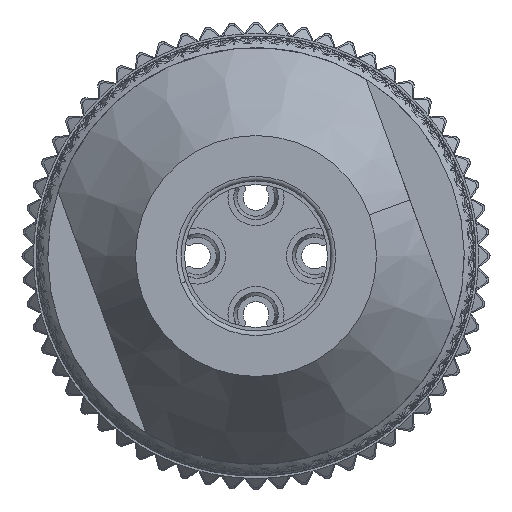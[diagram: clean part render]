
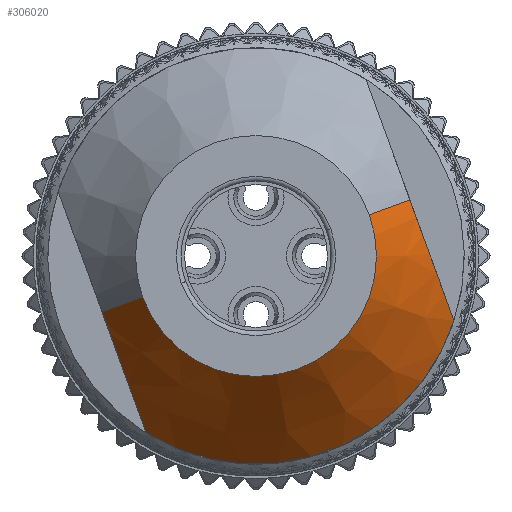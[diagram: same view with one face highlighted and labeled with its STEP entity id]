
A CAD part, front view. The second image highlights one B-rep face of the part: STEP entity #306020.
In plain terms, the highlighted conical face has half-angle 36.87 degrees and reference radius 7.025 mm.
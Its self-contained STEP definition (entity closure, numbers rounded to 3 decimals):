
#90314=CARTESIAN_POINT('',(6.578,-47.583,
2.394));
#90315=CARTESIAN_POINT('',(6.632,-47.583,
2.245));
#90316=CARTESIAN_POINT('',(6.741,-47.569,
1.946));
#90317=CARTESIAN_POINT('',(6.905,-47.504,
1.495));
#90318=CARTESIAN_POINT('',(7.071,-47.394,
1.039));
#90319=CARTESIAN_POINT('',(7.241,-47.239,
0.573));
#90320=CARTESIAN_POINT('',(7.415,-47.037,
0.094));
#90321=CARTESIAN_POINT('',(7.596,-46.782,
-0.403));
#90322=CARTESIAN_POINT('',(7.787,-46.469,
-0.927));
#90323=CARTESIAN_POINT('',(7.99,-46.088,
-1.486));
#90324=CARTESIAN_POINT('',(8.21,-45.629,
-2.091));
#90325=CARTESIAN_POINT('',(8.373,-45.254,
-2.538));
#90326=CARTESIAN_POINT('',(8.458,-45.05,-2.771));
#90328=CARTESIAN_POINT('',(0.,-45.05,0.));
#90329=DIRECTION('',(0.,1.,0.));
#90330=DIRECTION('',(0.95,0.,-0.311));
#90331=AXIS2_PLACEMENT_3D('',#90328,#90329,#90330);
#90333=CARTESIAN_POINT('',(-4.698,-45.05,-7.559));
#90334=CARTESIAN_POINT('',(-4.784,-45.257,
-7.323));
#90335=CARTESIAN_POINT('',(-4.949,-45.635,
-6.871));
#90336=CARTESIAN_POINT('',(-5.17,-46.097,
-6.262));
#90337=CARTESIAN_POINT('',(-5.375,-46.478,
-5.7));
#90338=CARTESIAN_POINT('',(-5.565,-46.79,
-5.176));
#90339=CARTESIAN_POINT('',(-5.746,-47.044,
-4.679));
#90340=CARTESIAN_POINT('',(-5.92,-47.244,
-4.202));
#90341=CARTESIAN_POINT('',(-6.088,-47.397,
-3.739));
#90342=CARTESIAN_POINT('',(-6.253,-47.505,
-3.286));
#90343=CARTESIAN_POINT('',(-6.416,-47.569,
-2.839));
#90344=CARTESIAN_POINT('',(-6.524,-47.583,
-2.542));
#90345=CARTESIAN_POINT('',(-6.578,-47.583,
-2.394));
#90347=DIRECTION('',(0.564,0.8,0.205));
#90348=VECTOR('',#90347,3.083);
#90349=CARTESIAN_POINT('',(4.839,-50.05,1.761));
#90350=LINE('',#90349,#90348);
#90369=DIRECTION('',(-0.564,0.8,-0.205));
#90370=VECTOR('',#90369,3.083);
#90371=CARTESIAN_POINT('',(-4.839,-50.05,-1.761));
#90372=LINE('',#90371,#90370);
#90392=CARTESIAN_POINT('',(0.,-50.05,0.));
#90393=DIRECTION('',(0.,1.,0.));
#90394=DIRECTION('',(0.94,0.,0.342));
#90395=AXIS2_PLACEMENT_3D('',#90392,#90393,#90394);
#103722=CARTESIAN_POINT('',(-4.698,-45.05,-7.559));
#103723=VERTEX_POINT('',#103722);
#103724=CARTESIAN_POINT('',(8.458,-45.05,-2.771));
#103725=VERTEX_POINT('',#103724);
#103752=VERTEX_POINT('',#90314);
#103753=VERTEX_POINT('',#90345);
#103754=CARTESIAN_POINT('',(-4.839,-50.05,-1.761));
#103755=VERTEX_POINT('',#103754);
#103756=CARTESIAN_POINT('',(4.839,-50.05,1.761));
#103757=VERTEX_POINT('',#103756);
#306003=CARTESIAN_POINT('',(0.,-47.55,0.));
#306004=DIRECTION('',(0.,1.,0.));
#306005=DIRECTION('',(0.94,0.,0.342));
#306006=AXIS2_PLACEMENT_3D('',#306003,#306004,#306005);
#306007=CONICAL_SURFACE('',#306006,7.025,36.87);
#306009=ORIENTED_EDGE('',*,*,#306008,.T.);
#306010=ORIENTED_EDGE('',*,*,#305949,.T.);
#306011=ORIENTED_EDGE('',*,*,#305988,.T.);
#306013=ORIENTED_EDGE('',*,*,#306012,.F.);
#306015=ORIENTED_EDGE('',*,*,#306014,.F.);
#306017=ORIENTED_EDGE('',*,*,#306016,.T.);
#306018=EDGE_LOOP('',(#306009,#306010,#306011,#306013,#306015,#306017));
#306019=FACE_OUTER_BOUND('',#306018,.F.);
#90327=B_SPLINE_CURVE_WITH_KNOTS('',3,(#90314,#90315,#90316,#90317,#90318,
#90319,#90320,#90321,#90322,#90323,#90324,#90325,#90326),.UNSPECIFIED.,.F.,.F.,(
4,1,1,1,1,1,1,1,1,1,4),(0.,0.1,0.2,0.3,0.4,0.5,0.6,0.7,0.8,
0.9,1.),.UNSPECIFIED.);
#90332=CIRCLE('',#90331,8.9);
#90346=B_SPLINE_CURVE_WITH_KNOTS('',3,(#90333,#90334,#90335,#90336,#90337,
#90338,#90339,#90340,#90341,#90342,#90343,#90344,#90345),.UNSPECIFIED.,.F.,.F.,(
4,1,1,1,1,1,1,1,1,1,4),(0.,0.1,0.2,0.3,0.4,0.5,0.6,0.7,0.8,
0.9,1.),.UNSPECIFIED.);
#90396=CIRCLE('',#90395,5.15);
#305949=EDGE_CURVE('',#103725,#103723,#90332,.T.);
#305988=EDGE_CURVE('',#103723,#103753,#90346,.T.);
#306008=EDGE_CURVE('',#103752,#103725,#90327,.T.);
#306012=EDGE_CURVE('',#103755,#103753,#90372,.T.);
#306014=EDGE_CURVE('',#103757,#103755,#90396,.T.);
#306016=EDGE_CURVE('',#103757,#103752,#90350,.T.);
#306020=ADVANCED_FACE('',(#306019),#306007,.T.);
